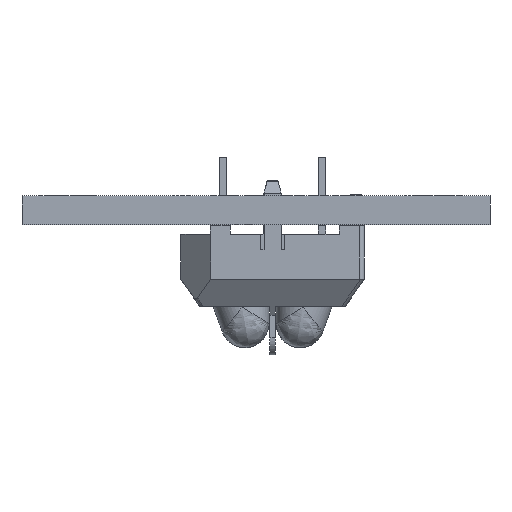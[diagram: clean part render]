
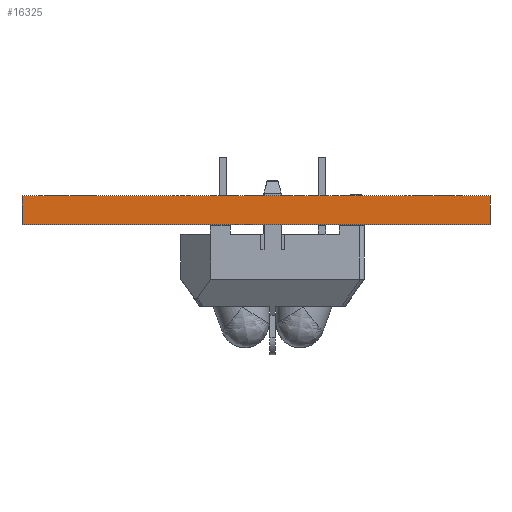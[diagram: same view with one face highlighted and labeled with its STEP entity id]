
A CAD part, front view. The second image highlights one B-rep face of the part: STEP entity #16325.
In plain terms, the highlighted planar face has unit normal (0, -1, 0).
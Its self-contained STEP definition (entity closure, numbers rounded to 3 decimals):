
#16325 = ADVANCED_FACE('',(#16326),#16340,.T.);
#16326 = FACE_BOUND('',#16327,.T.);
#16327 = EDGE_LOOP('',(#16328,#16363,#16391,#16419));
#16328 = ORIENTED_EDGE('',*,*,#16329,.T.);
#16329 = EDGE_CURVE('',#16330,#16332,#16334,.T.);
#16330 = VERTEX_POINT('',#16331);
#16331 = CARTESIAN_POINT('',(118.745,-127.,0.));
#16332 = VERTEX_POINT('',#16333);
#16333 = CARTESIAN_POINT('',(118.745,-127.,1.6));
#16334 = SURFACE_CURVE('',#16335,(#16339,#16351),.PCURVE_S1.);
#16335 = LINE('',#16336,#16337);
#16336 = CARTESIAN_POINT('',(118.745,-127.,0.));
#16337 = VECTOR('',#16338,1.);
#16338 = DIRECTION('',(0.,0.,1.));
#16339 = PCURVE('',#16340,#16345);
#16340 = PLANE('',#16341);
#16341 = AXIS2_PLACEMENT_3D('',#16342,#16343,#16344);
#16342 = CARTESIAN_POINT('',(118.745,-127.,0.));
#16343 = DIRECTION('',(0.,-1.,0.));
#16344 = DIRECTION('',(-1.,0.,0.));
#16345 = DEFINITIONAL_REPRESENTATION('',(#16346),#16350);
#16346 = LINE('',#16347,#16348);
#16347 = CARTESIAN_POINT('',(0.,-0.));
#16348 = VECTOR('',#16349,1.);
#16349 = DIRECTION('',(0.,-1.));
#16350 = ( GEOMETRIC_REPRESENTATION_CONTEXT(2) 
PARAMETRIC_REPRESENTATION_CONTEXT() REPRESENTATION_CONTEXT('2D SPACE',''
  ) );
#16351 = PCURVE('',#16352,#16357);
#16352 = PLANE('',#16353);
#16353 = AXIS2_PLACEMENT_3D('',#16354,#16355,#16356);
#16354 = CARTESIAN_POINT('',(118.745,-93.98,0.));
#16355 = DIRECTION('',(1.,0.,-0.));
#16356 = DIRECTION('',(0.,-1.,0.));
#16357 = DEFINITIONAL_REPRESENTATION('',(#16358),#16362);
#16358 = LINE('',#16359,#16360);
#16359 = CARTESIAN_POINT('',(33.02,0.));
#16360 = VECTOR('',#16361,1.);
#16361 = DIRECTION('',(0.,-1.));
#16362 = ( GEOMETRIC_REPRESENTATION_CONTEXT(2) 
PARAMETRIC_REPRESENTATION_CONTEXT() REPRESENTATION_CONTEXT('2D SPACE',''
  ) );
#16363 = ORIENTED_EDGE('',*,*,#16364,.T.);
#16364 = EDGE_CURVE('',#16332,#16365,#16367,.T.);
#16365 = VERTEX_POINT('',#16366);
#16366 = CARTESIAN_POINT('',(92.71,-127.,1.6));
#16367 = SURFACE_CURVE('',#16368,(#16372,#16379),.PCURVE_S1.);
#16368 = LINE('',#16369,#16370);
#16369 = CARTESIAN_POINT('',(118.745,-127.,1.6));
#16370 = VECTOR('',#16371,1.);
#16371 = DIRECTION('',(-1.,0.,0.));
#16372 = PCURVE('',#16340,#16373);
#16373 = DEFINITIONAL_REPRESENTATION('',(#16374),#16378);
#16374 = LINE('',#16375,#16376);
#16375 = CARTESIAN_POINT('',(0.,-1.6));
#16376 = VECTOR('',#16377,1.);
#16377 = DIRECTION('',(1.,0.));
#16378 = ( GEOMETRIC_REPRESENTATION_CONTEXT(2) 
PARAMETRIC_REPRESENTATION_CONTEXT() REPRESENTATION_CONTEXT('2D SPACE',''
  ) );
#16379 = PCURVE('',#16380,#16385);
#16380 = PLANE('',#16381);
#16381 = AXIS2_PLACEMENT_3D('',#16382,#16383,#16384);
#16382 = CARTESIAN_POINT('',(105.728,-110.49,1.6));
#16383 = DIRECTION('',(-0.,-0.,-1.));
#16384 = DIRECTION('',(-1.,0.,0.));
#16385 = DEFINITIONAL_REPRESENTATION('',(#16386),#16390);
#16386 = LINE('',#16387,#16388);
#16387 = CARTESIAN_POINT('',(-13.018,-16.51));
#16388 = VECTOR('',#16389,1.);
#16389 = DIRECTION('',(1.,0.));
#16390 = ( GEOMETRIC_REPRESENTATION_CONTEXT(2) 
PARAMETRIC_REPRESENTATION_CONTEXT() REPRESENTATION_CONTEXT('2D SPACE',''
  ) );
#16391 = ORIENTED_EDGE('',*,*,#16392,.F.);
#16392 = EDGE_CURVE('',#16393,#16365,#16395,.T.);
#16393 = VERTEX_POINT('',#16394);
#16394 = CARTESIAN_POINT('',(92.71,-127.,0.));
#16395 = SURFACE_CURVE('',#16396,(#16400,#16407),.PCURVE_S1.);
#16396 = LINE('',#16397,#16398);
#16397 = CARTESIAN_POINT('',(92.71,-127.,0.));
#16398 = VECTOR('',#16399,1.);
#16399 = DIRECTION('',(0.,0.,1.));
#16400 = PCURVE('',#16340,#16401);
#16401 = DEFINITIONAL_REPRESENTATION('',(#16402),#16406);
#16402 = LINE('',#16403,#16404);
#16403 = CARTESIAN_POINT('',(26.035,0.));
#16404 = VECTOR('',#16405,1.);
#16405 = DIRECTION('',(0.,-1.));
#16406 = ( GEOMETRIC_REPRESENTATION_CONTEXT(2) 
PARAMETRIC_REPRESENTATION_CONTEXT() REPRESENTATION_CONTEXT('2D SPACE',''
  ) );
#16407 = PCURVE('',#16408,#16413);
#16408 = PLANE('',#16409);
#16409 = AXIS2_PLACEMENT_3D('',#16410,#16411,#16412);
#16410 = CARTESIAN_POINT('',(92.71,-127.,0.));
#16411 = DIRECTION('',(-1.,0.,0.));
#16412 = DIRECTION('',(0.,1.,0.));
#16413 = DEFINITIONAL_REPRESENTATION('',(#16414),#16418);
#16414 = LINE('',#16415,#16416);
#16415 = CARTESIAN_POINT('',(0.,0.));
#16416 = VECTOR('',#16417,1.);
#16417 = DIRECTION('',(0.,-1.));
#16418 = ( GEOMETRIC_REPRESENTATION_CONTEXT(2) 
PARAMETRIC_REPRESENTATION_CONTEXT() REPRESENTATION_CONTEXT('2D SPACE',''
  ) );
#16419 = ORIENTED_EDGE('',*,*,#16420,.F.);
#16420 = EDGE_CURVE('',#16330,#16393,#16421,.T.);
#16421 = SURFACE_CURVE('',#16422,(#16426,#16433),.PCURVE_S1.);
#16422 = LINE('',#16423,#16424);
#16423 = CARTESIAN_POINT('',(118.745,-127.,0.));
#16424 = VECTOR('',#16425,1.);
#16425 = DIRECTION('',(-1.,0.,0.));
#16426 = PCURVE('',#16340,#16427);
#16427 = DEFINITIONAL_REPRESENTATION('',(#16428),#16432);
#16428 = LINE('',#16429,#16430);
#16429 = CARTESIAN_POINT('',(0.,-0.));
#16430 = VECTOR('',#16431,1.);
#16431 = DIRECTION('',(1.,0.));
#16432 = ( GEOMETRIC_REPRESENTATION_CONTEXT(2) 
PARAMETRIC_REPRESENTATION_CONTEXT() REPRESENTATION_CONTEXT('2D SPACE',''
  ) );
#16433 = PCURVE('',#16434,#16439);
#16434 = PLANE('',#16435);
#16435 = AXIS2_PLACEMENT_3D('',#16436,#16437,#16438);
#16436 = CARTESIAN_POINT('',(105.728,-110.49,0.));
#16437 = DIRECTION('',(-0.,-0.,-1.));
#16438 = DIRECTION('',(-1.,0.,0.));
#16439 = DEFINITIONAL_REPRESENTATION('',(#16440),#16444);
#16440 = LINE('',#16441,#16442);
#16441 = CARTESIAN_POINT('',(-13.018,-16.51));
#16442 = VECTOR('',#16443,1.);
#16443 = DIRECTION('',(1.,0.));
#16444 = ( GEOMETRIC_REPRESENTATION_CONTEXT(2) 
PARAMETRIC_REPRESENTATION_CONTEXT() REPRESENTATION_CONTEXT('2D SPACE',''
  ) );
